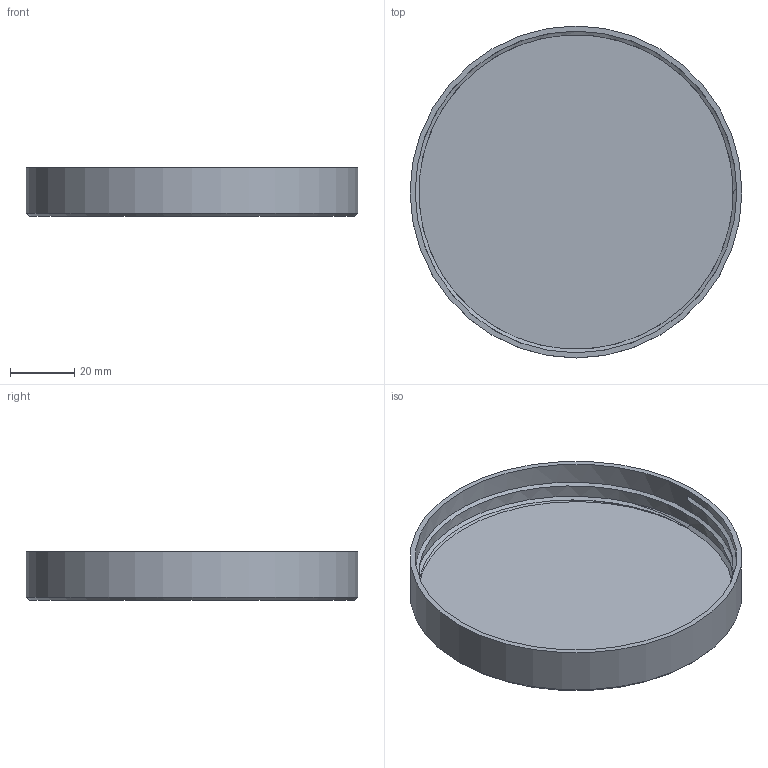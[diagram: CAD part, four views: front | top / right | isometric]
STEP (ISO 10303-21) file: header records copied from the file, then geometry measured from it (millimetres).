
FILE_DESCRIPTION(/* description */ (''),/* implementation_level */ '2;1');
FILE_NAME(/* name */ 'Golden Harvest Jar Lid.step',/* time_stamp */ '2025-10-26T12:28:16-05:00',/* author */ (''),/* organization */ (''),/* preprocessor_version */ 'ST-DEVELOPER v20.1',/* originating_system */ 'Autodesk Translation Framework v14.17.0.0',/* authorisation */ '');
FILE_SCHEMA (('AUTOMOTIVE_DESIGN { 1 0 10303 214 3 1 1 }'));
Length unit declared in the file: millimetre
Products named in the file (1): (Unsaved)
Bounding box: 103.7 x 103.7 x 15.2 mm (x, y, z)
Volume: 20903.6 mm3; surface area: 26494.6 mm2
Topology: 1 solids, 1 shells, 15 faces, 35 edges, 23 vertices
Faces by surface type: plane 6, cylinder 4, cone 3, bspline 2
Full cylindrical faces by diameter (mm): 100.5 x2, 103.7 x1
Entity records: 999 total; most frequent: CARTESIAN_POINT 645, ORIENTED_EDGE 70, DIRECTION 57, EDGE_CURVE 35, VERTEX_POINT 23, AXIS2_PLACEMENT_3D 22, EDGE_LOOP 16, FACE_OUTER_BOUND 15
